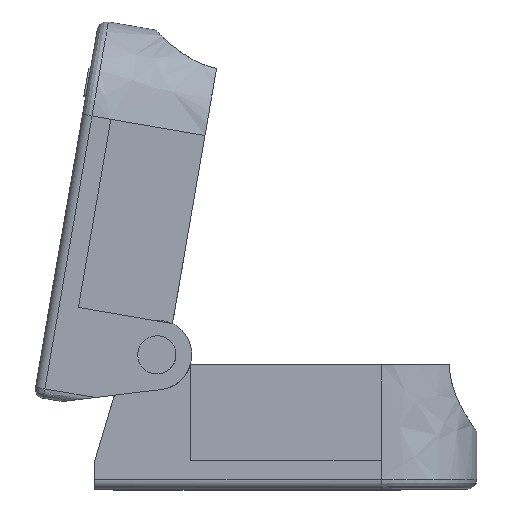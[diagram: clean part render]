
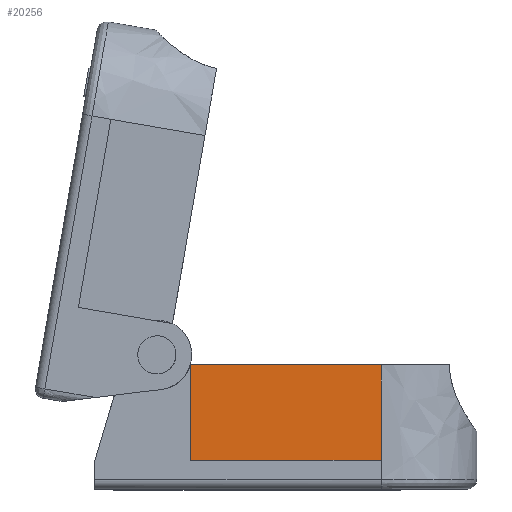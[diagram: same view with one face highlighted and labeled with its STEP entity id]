
A CAD part, front view. The second image highlights one B-rep face of the part: STEP entity #20256.
In plain terms, the highlighted free-form (B-spline) face has degree [1, 1] with [2, 2] control points.
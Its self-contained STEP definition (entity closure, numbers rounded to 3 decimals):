
#20150 = VERTEX_POINT('',#20151);
#20151 = CARTESIAN_POINT('',(-9.486,-17.455,
    -32.253));
#20156 = EDGE_CURVE('',#20157,#20150,#20159,.T.);
#20157 = VERTEX_POINT('',#20158);
#20158 = CARTESIAN_POINT('',(-9.486,-17.455,
    -22.767));
#20159 = B_SPLINE_CURVE_WITH_KNOTS('',1,(#20160,#20161),.UNSPECIFIED.,
  .F.,.F.,(2,2),(-12.7,-6.35),
  .PIECEWISE_BEZIER_KNOTS.);
#20160 = CARTESIAN_POINT('',(-9.486,-17.455,
    -22.767));
#20161 = CARTESIAN_POINT('',(-9.486,-17.455,
    -32.253));
#20256 = ADVANCED_FACE('',(#20257),#20286,.T.);
#20257 = FACE_BOUND('',#20258,.T.);
#20258 = EDGE_LOOP('',(#20259,#20268,#20275,#20280,#20281));
#20259 = ORIENTED_EDGE('',*,*,#20260,.T.);
#20260 = EDGE_CURVE('',#20261,#20263,#20265,.T.);
#20261 = VERTEX_POINT('',#20262);
#20262 = CARTESIAN_POINT('',(-9.486,-17.455,
    -41.74));
#20263 = VERTEX_POINT('',#20264);
#20264 = CARTESIAN_POINT('',(28.459,-17.455,
    -41.74));
#20265 = B_SPLINE_CURVE_WITH_KNOTS('',1,(#20266,#20267),.UNSPECIFIED.,
  .F.,.F.,(2,2),(-25.4,0.),.PIECEWISE_BEZIER_KNOTS.);
#20266 = CARTESIAN_POINT('',(-9.486,-17.455,
    -41.74));
#20267 = CARTESIAN_POINT('',(28.459,-17.455,
    -41.74));
#20268 = ORIENTED_EDGE('',*,*,#20269,.T.);
#20269 = EDGE_CURVE('',#20263,#20270,#20272,.T.);
#20270 = VERTEX_POINT('',#20271);
#20271 = CARTESIAN_POINT('',(28.459,-17.455,
    -22.767));
#20272 = B_SPLINE_CURVE_WITH_KNOTS('',1,(#20273,#20274),.UNSPECIFIED.,
  .F.,.F.,(2,2),(2.54,15.24),
  .PIECEWISE_BEZIER_KNOTS.);
#20273 = CARTESIAN_POINT('',(28.459,-17.455,
    -41.74));
#20274 = CARTESIAN_POINT('',(28.459,-17.455,
    -22.767));
#20275 = ORIENTED_EDGE('',*,*,#20276,.T.);
#20276 = EDGE_CURVE('',#20270,#20157,#20277,.T.);
#20277 = B_SPLINE_CURVE_WITH_KNOTS('',1,(#20278,#20279),.UNSPECIFIED.,
  .F.,.F.,(2,2),(-19.05,6.35),.PIECEWISE_BEZIER_KNOTS.);
#20278 = CARTESIAN_POINT('',(28.459,-17.455,
    -22.767));
#20279 = CARTESIAN_POINT('',(-9.486,-17.455,
    -22.767));
#20280 = ORIENTED_EDGE('',*,*,#20156,.T.);
#20281 = ORIENTED_EDGE('',*,*,#20282,.T.);
#20282 = EDGE_CURVE('',#20150,#20261,#20283,.T.);
#20283 = B_SPLINE_CURVE_WITH_KNOTS('',1,(#20284,#20285),.UNSPECIFIED.,
  .F.,.F.,(2,2),(-6.35,0.),.PIECEWISE_BEZIER_KNOTS.);
#20284 = CARTESIAN_POINT('',(-9.486,-17.455,
    -32.253));
#20285 = CARTESIAN_POINT('',(-9.486,-17.455,
    -41.74));
#20286 = B_SPLINE_SURFACE_WITH_KNOTS('',1,1,(
    (#20287,#20288)
    ,(#20289,#20290
    )),.UNSPECIFIED.,.F.,.F.,.F.,(2,2),(2,2),(0.,25.4),(2.54,
    15.24),.PIECEWISE_BEZIER_KNOTS.);
#20287 = CARTESIAN_POINT('',(-9.486,-17.455,
    -41.74));
#20288 = CARTESIAN_POINT('',(-9.486,-17.455,
    -22.767));
#20289 = CARTESIAN_POINT('',(28.459,-17.455,
    -41.74));
#20290 = CARTESIAN_POINT('',(28.459,-17.455,
    -22.767));
